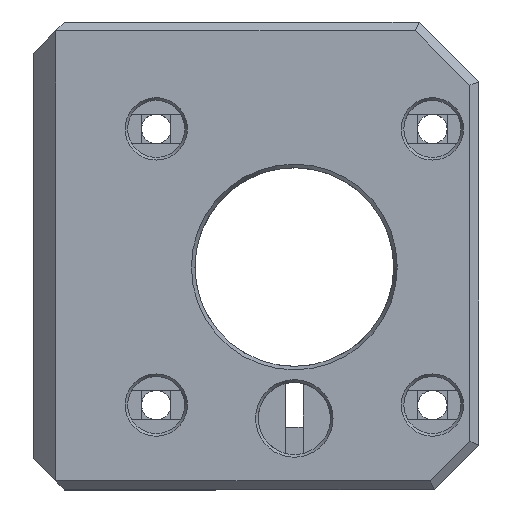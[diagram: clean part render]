
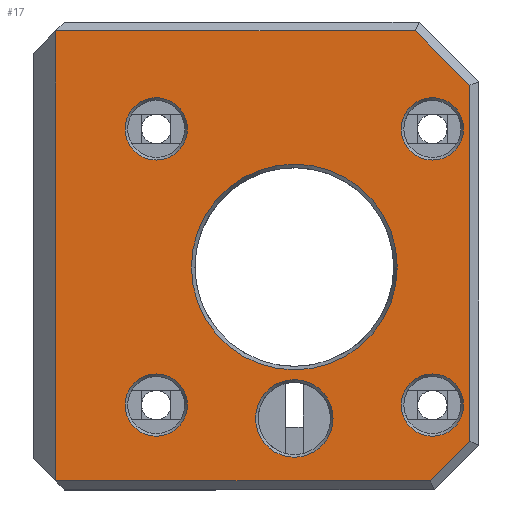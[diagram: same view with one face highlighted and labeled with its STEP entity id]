
A CAD part, top view. The second image highlights one B-rep face of the part: STEP entity #17.
In plain terms, the highlighted planar face has unit normal (0, 0, 1).
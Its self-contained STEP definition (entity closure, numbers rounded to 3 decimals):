
#17 = ADVANCED_FACE('',(#18,#29,#79,#90,#101,#112,#123),#134,.F.);
#18 = FACE_BOUND('',#19,.T.);
#19 = EDGE_LOOP('',(#20));
#20 = ORIENTED_EDGE('',*,*,#21,.T.);
#21 = EDGE_CURVE('',#22,#22,#24,.T.);
#22 = VERTEX_POINT('',#23);
#23 = CARTESIAN_POINT('',(40.85,0.,0.)
  );
#24 = CIRCLE('',#25,11.55);
#25 = AXIS2_PLACEMENT_3D('',#26,#27,#28);
#26 = CARTESIAN_POINT('',(29.3,0.,0.));
#27 = DIRECTION('',(0.,0.,-1.));
#28 = DIRECTION('',(1.,0.,0.));
#29 = FACE_BOUND('',#30,.T.);
#30 = EDGE_LOOP('',(#31,#41,#49,#57,#65,#73));
#31 = ORIENTED_EDGE('',*,*,#32,.T.);
#32 = EDGE_CURVE('',#33,#35,#37,.T.);
#33 = VERTEX_POINT('',#34);
#34 = CARTESIAN_POINT('',(2.5,-24.,0.));
#35 = VERTEX_POINT('',#36);
#36 = CARTESIAN_POINT('',(44.586,-24.,0.));
#37 = LINE('',#38,#39);
#38 = CARTESIAN_POINT('',(0.,-24.,0.));
#39 = VECTOR('',#40,1.);
#40 = DIRECTION('',(1.,0.,0.));
#41 = ORIENTED_EDGE('',*,*,#42,.F.);
#42 = EDGE_CURVE('',#43,#35,#45,.T.);
#43 = VERTEX_POINT('',#44);
#44 = CARTESIAN_POINT('',(49.,-19.586,0.));
#45 = LINE('',#46,#47);
#46 = CARTESIAN_POINT('',(48.293,-20.293,
    0.));
#47 = VECTOR('',#48,1.);
#48 = DIRECTION('',(-0.707,-0.707,0.)
  );
#49 = ORIENTED_EDGE('',*,*,#50,.T.);
#50 = EDGE_CURVE('',#43,#51,#53,.T.);
#51 = VERTEX_POINT('',#52);
#52 = CARTESIAN_POINT('',(49.,20.386,0.));
#53 = LINE('',#54,#55);
#54 = CARTESIAN_POINT('',(49.,-25.,0.));
#55 = VECTOR('',#56,1.);
#56 = DIRECTION('',(0.,1.,0.));
#57 = ORIENTED_EDGE('',*,*,#58,.F.);
#58 = EDGE_CURVE('',#59,#51,#61,.T.);
#59 = VERTEX_POINT('',#60);
#60 = CARTESIAN_POINT('',(42.886,26.5,0.));
#61 = LINE('',#62,#63);
#62 = CARTESIAN_POINT('',(43.593,25.793,
    0.));
#63 = VECTOR('',#64,1.);
#64 = DIRECTION('',(0.707,-0.707,0.)
  );
#65 = ORIENTED_EDGE('',*,*,#66,.F.);
#66 = EDGE_CURVE('',#67,#59,#69,.T.);
#67 = VERTEX_POINT('',#68);
#68 = CARTESIAN_POINT('',(2.5,26.5,0.));
#69 = LINE('',#70,#71);
#70 = CARTESIAN_POINT('',(0.,26.5,0.));
#71 = VECTOR('',#72,1.);
#72 = DIRECTION('',(1.,0.,0.));
#73 = ORIENTED_EDGE('',*,*,#74,.F.);
#74 = EDGE_CURVE('',#33,#67,#75,.T.);
#75 = LINE('',#76,#77);
#76 = CARTESIAN_POINT('',(2.5,-25.,0.));
#77 = VECTOR('',#78,1.);
#78 = DIRECTION('',(0.,1.,0.));
#79 = FACE_BOUND('',#80,.T.);
#80 = EDGE_LOOP('',(#81));
#81 = ORIENTED_EDGE('',*,*,#82,.T.);
#82 = EDGE_CURVE('',#83,#83,#85,.T.);
#83 = VERTEX_POINT('',#84);
#84 = CARTESIAN_POINT('',(41.3,15.5,0.));
#85 = CIRCLE('',#86,3.5);
#86 = AXIS2_PLACEMENT_3D('',#87,#88,#89);
#87 = CARTESIAN_POINT('',(44.8,15.5,0.));
#88 = DIRECTION('',(0.,0.,-1.));
#89 = DIRECTION('',(-1.,0.,0.));
#90 = FACE_BOUND('',#91,.T.);
#91 = EDGE_LOOP('',(#92));
#92 = ORIENTED_EDGE('',*,*,#93,.F.);
#93 = EDGE_CURVE('',#94,#94,#96,.T.);
#94 = VERTEX_POINT('',#95);
#95 = CARTESIAN_POINT('',(17.3,15.5,0.));
#96 = CIRCLE('',#97,3.5);
#97 = AXIS2_PLACEMENT_3D('',#98,#99,#100);
#98 = CARTESIAN_POINT('',(13.8,15.5,0.));
#99 = DIRECTION('',(0.,0.,1.));
#100 = DIRECTION('',(1.,0.,0.));
#101 = FACE_BOUND('',#102,.T.);
#102 = EDGE_LOOP('',(#103));
#103 = ORIENTED_EDGE('',*,*,#104,.F.);
#104 = EDGE_CURVE('',#105,#105,#107,.T.);
#105 = VERTEX_POINT('',#106);
#106 = CARTESIAN_POINT('',(41.3,-15.5,0.));
#107 = CIRCLE('',#108,3.5);
#108 = AXIS2_PLACEMENT_3D('',#109,#110,#111);
#109 = CARTESIAN_POINT('',(44.8,-15.5,0.));
#110 = DIRECTION('',(0.,0.,1.));
#111 = DIRECTION('',(-1.,0.,0.));
#112 = FACE_BOUND('',#113,.T.);
#113 = EDGE_LOOP('',(#114));
#114 = ORIENTED_EDGE('',*,*,#115,.T.);
#115 = EDGE_CURVE('',#116,#116,#118,.T.);
#116 = VERTEX_POINT('',#117);
#117 = CARTESIAN_POINT('',(33.65,-17.,0.));
#118 = CIRCLE('',#119,4.35);
#119 = AXIS2_PLACEMENT_3D('',#120,#121,#122);
#120 = CARTESIAN_POINT('',(29.3,-17.,0.));
#121 = DIRECTION('',(0.,0.,-1.));
#122 = DIRECTION('',(1.,0.,0.));
#123 = FACE_BOUND('',#124,.T.);
#124 = EDGE_LOOP('',(#125));
#125 = ORIENTED_EDGE('',*,*,#126,.T.);
#126 = EDGE_CURVE('',#127,#127,#129,.T.);
#127 = VERTEX_POINT('',#128);
#128 = CARTESIAN_POINT('',(17.3,-15.5,0.));
#129 = CIRCLE('',#130,3.5);
#130 = AXIS2_PLACEMENT_3D('',#131,#132,#133);
#131 = CARTESIAN_POINT('',(13.8,-15.5,0.));
#132 = DIRECTION('',(0.,0.,-1.));
#133 = DIRECTION('',(1.,0.,0.));
#134 = PLANE('',#135);
#135 = AXIS2_PLACEMENT_3D('',#136,#137,#138);
#136 = CARTESIAN_POINT('',(49.,-25.,0.));
#137 = DIRECTION('',(0.,0.,-1.));
#138 = DIRECTION('',(1.,0.,0.));
